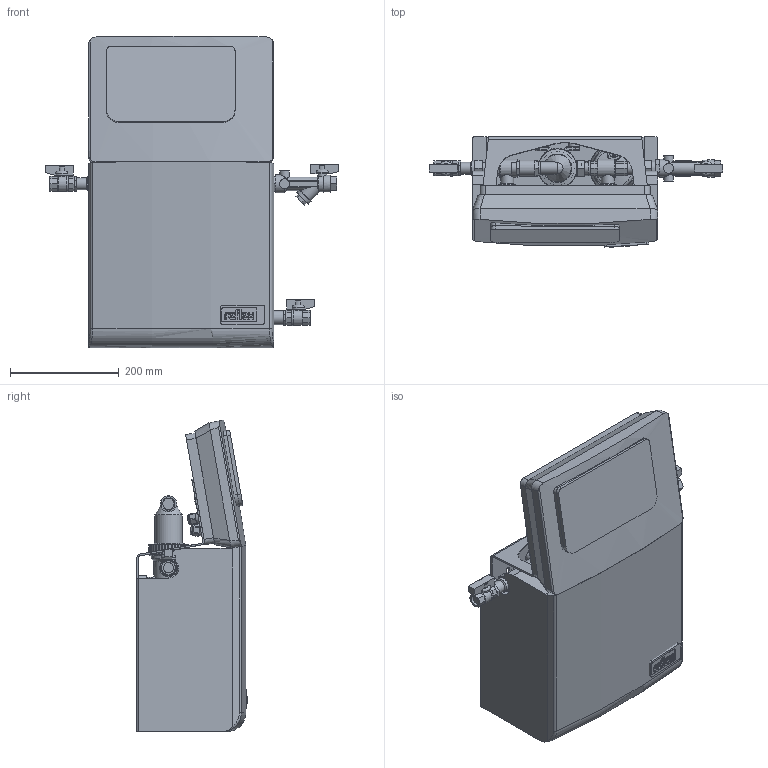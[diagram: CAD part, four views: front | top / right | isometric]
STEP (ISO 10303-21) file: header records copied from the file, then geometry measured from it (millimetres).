
FILE_DESCRIPTION(/* description */ (''),/* implementation_level */ '2;1');
FILE_NAME(/* name */ '3d_Reflex''ServitecS''-8832000.stp',/* time_stamp */ '2019-07-08T10:18:17+02:00',/* author */ ('Andrzej'),/* organization */ (''),/* preprocessor_version */ 'ST-DEVELOPER v16.13',/* originating_system */ 'AutoCAD Mechanical',/* authorisation */ '');
FILE_SCHEMA (('AUTOMOTIVE_DESIGN { 1 0 10303 214 3 1 1 }'));
Length unit declared in the file: millimetre
Products named in the file (1): Product
Bounding box: 539.4 x 202.48 x 571.84 mm (x, y, z)
Volume: 16039041.9 mm3; surface area: 1546449.5 mm2
Topology: 49 solids, 49 shells, 2068 faces, 5149 edges, 3346 vertices
Faces by surface type: plane 1227, cylinder 632, torus 94, cone 57, bspline 37, sphere 21
Full cylindrical faces by diameter (mm): 5.5 x5, 6 x9, 6.5 x8, 7 x2, 8 x1, 10 x7, 10.5 x12, 11.22 x1, 13 x2, 13.92 x1, 14 x1, 14.7 x1, 16 x13, 16.662 x1, 17 x9, 17.5 x8, 18 x5, 18.7 x3, 19 x9, 20 x9, 20.7 x1, 21 x1, 21.2 x1, 21.3 x1, 21.6 x4, 22.2 x3, 23 x1, 24 x3, 24.5 x1, 26 x3
Entity records: 65954 total; most frequent: CARTESIAN_POINT 17307, DIRECTION 9925, ORIENTED_EDGE 9726, EDGE_CURVE 4863, AXIS2_PLACEMENT_3D 3366, VERTEX_POINT 3301, LINE 3193, VECTOR 3193
